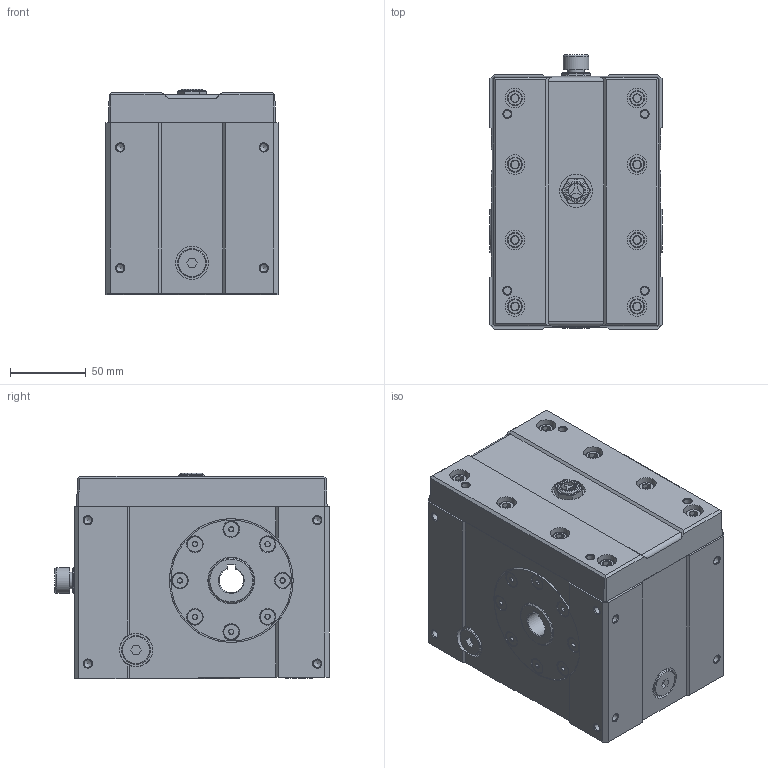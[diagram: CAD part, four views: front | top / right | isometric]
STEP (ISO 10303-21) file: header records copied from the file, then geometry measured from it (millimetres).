
FILE_DESCRIPTION( ( 'Unknown' ), '1' );
FILE_NAME( '3-1MA.stp', 'Unknown', ( 'Unknown' ), ( 'Unknown' ), 'PSStep 13.0', 'Unknown', ' ' );
FILE_SCHEMA( ( 'AUTOMOTIVE_DESIGN { 1 0 10303 214 1 1 1 1 }' ) );
Length unit declared in the file: millimetre
Products named in the file (1): Gehaeuse
Bounding box: 114 x 182 x 136 mm (x, y, z)
Volume: 2418013.6 mm3; surface area: 154641.7 mm2
Topology: 1 solids, 25 shells, 659 faces, 1590 edges, 1057 vertices
Faces by surface type: plane 402, cylinder 139, cone 102, torus 16
Full cylindrical faces by diameter (mm): 5 x36, 5.5 x16, 6 x8, 6.6 x8, 7 x4, 10 x25, 11 x1, 13 x8, 14 x1, 17 x3, 19 x5, 22 x7, 30 x2, 31 x2, 47 x2, 50 x1, 80 x2, 82 x2
Entity records: 27018 total; most frequent: CARTESIAN_POINT 8271, DIRECTION 2734, ORIENTED_EDGE 2336, EDGE_CURVE 1168, AXIS2_PLACEMENT_3D 1056, EDGE_LOOP 1037, VERTEX_POINT 899, FACE_OUTER_BOUND 808
